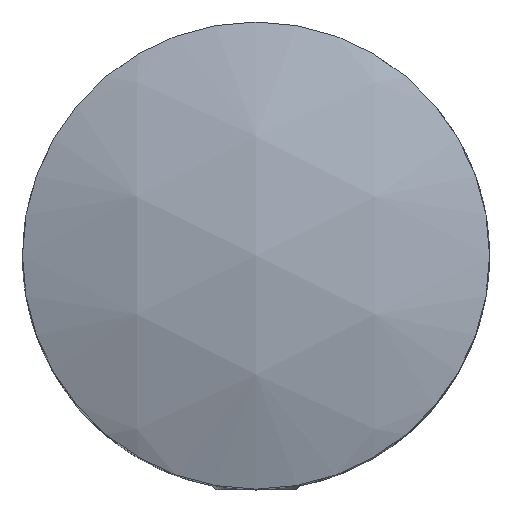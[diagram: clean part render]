
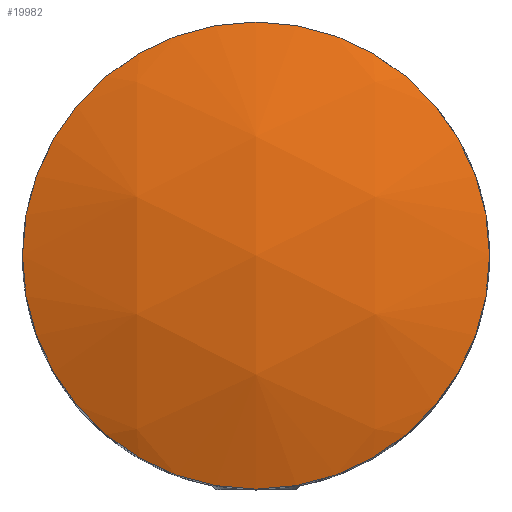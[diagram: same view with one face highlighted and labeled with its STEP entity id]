
A CAD part, top view. The second image highlights one B-rep face of the part: STEP entity #19982.
In plain terms, the highlighted spherical face has radius 28 mm.
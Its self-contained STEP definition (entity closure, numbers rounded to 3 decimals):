
#854 = AXIS2_PLACEMENT_3D ( 'NONE', #18485, #9720, #2850 ) ;
#2850 = DIRECTION ( 'NONE',  ( 1., 0., 0. ) ) ;
#3769 = FACE_OUTER_BOUND ( 'NONE', #22139, .T. ) ;
#4365 = AXIS2_PLACEMENT_3D ( 'NONE', #17442, #10163, #6716 ) ;
#6716 = DIRECTION ( 'NONE',  ( 0., 1., 0. ) ) ;
#8910 = EDGE_CURVE ( 'NONE', #14461, #14461, #10565, .T. ) ;
#9720 = DIRECTION ( 'NONE',  ( 0., 0., 1. ) ) ;
#10163 = DIRECTION ( 'NONE',  ( -1., 0., 0. ) ) ;
#10565 = CIRCLE ( 'NONE', #854, 11. ) ;
#14461 = VERTEX_POINT ( 'NONE', #22930 ) ;
#17442 = CARTESIAN_POINT ( 'NONE',  ( 0., 0., -2. ) ) ;
#18485 = CARTESIAN_POINT ( 'NONE',  ( 0., 0., 23.749 ) ) ;
#19291 = ORIENTED_EDGE ( 'NONE', *, *, #8910, .T. ) ;
#19426 = SPHERICAL_SURFACE ( 'NONE', #4365, 28. ) ;
#19982 = ADVANCED_FACE ( 'NONE', ( #3769 ), #19426, .T. ) ;
#22139 = EDGE_LOOP ( 'NONE', ( #19291 ) ) ;
#22930 = CARTESIAN_POINT ( 'NONE',  ( 11., 0., 23.749 ) ) ;
